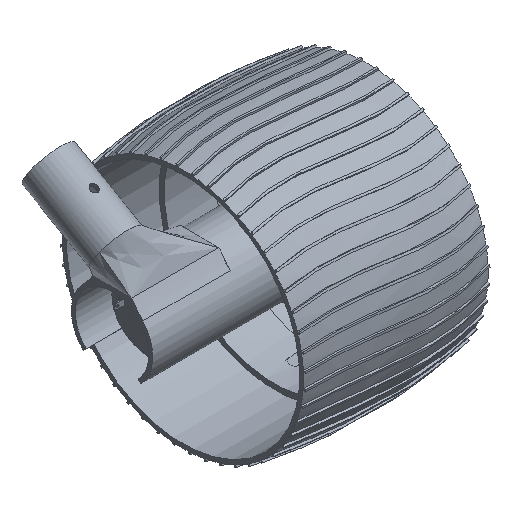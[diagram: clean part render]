
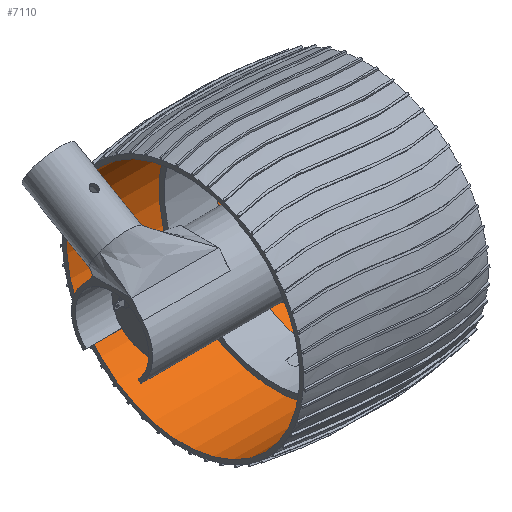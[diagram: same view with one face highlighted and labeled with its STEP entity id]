
A CAD part, isometric view. The second image highlights one B-rep face of the part: STEP entity #7110.
In plain terms, the highlighted cylindrical face has radius 60 mm (diameter 120 mm), a full revolution.
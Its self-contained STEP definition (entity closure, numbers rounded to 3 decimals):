
#877=CIRCLE('',#7560,60.);
#973=CIRCLE('',#7657,60.);
#1020=CYLINDRICAL_SURFACE('',#7658,60.);
#1399=FACE_OUTER_BOUND('',#1822,.T.);
#1822=EDGE_LOOP('',(#6622,#6623,#6624,#6625));
#2252=LINE('',#34270,#2682);
#2682=VECTOR('',#9086,60.);
#3214=VERTEX_POINT('',#13926);
#3403=VERTEX_POINT('',#15046);
#4096=EDGE_CURVE('',#3214,#3214,#877,.T.);
#4294=EDGE_CURVE('',#3403,#3403,#973,.T.);
#4477=EDGE_CURVE('',#3214,#3403,#2252,.T.);
#6622=ORIENTED_EDGE('',*,*,#4096,.T.);
#6623=ORIENTED_EDGE('',*,*,#4477,.T.);
#6624=ORIENTED_EDGE('',*,*,#4294,.F.);
#6625=ORIENTED_EDGE('',*,*,#4477,.F.);
#7110=ADVANCED_FACE('',(#1399),#1020,.F.);
#7560=AXIS2_PLACEMENT_3D('',#13927,#8794,#8795);
#7657=AXIS2_PLACEMENT_3D('',#15047,#9082,#9083);
#7658=AXIS2_PLACEMENT_3D('',#34269,#9084,#9085);
#8794=DIRECTION('center_axis',(1.,0.,0.));
#8795=DIRECTION('ref_axis',(0.,0.,-1.));
#9082=DIRECTION('center_axis',(1.,0.,0.));
#9083=DIRECTION('ref_axis',(0.,0.,-1.));
#9084=DIRECTION('center_axis',(1.,0.,0.));
#9085=DIRECTION('ref_axis',(0.,1.,0.));
#9086=DIRECTION('',(-1.,0.,0.));
#13926=CARTESIAN_POINT('',(47.5,-60.,0.));
#13927=CARTESIAN_POINT('Origin',(47.5,0.,0.));
#15046=CARTESIAN_POINT('',(-47.5,-60.,0.));
#15047=CARTESIAN_POINT('Origin',(-47.5,0.,0.));
#34269=CARTESIAN_POINT('Origin',(0.,0.,0.));
#34270=CARTESIAN_POINT('',(0.,-60.,0.));
